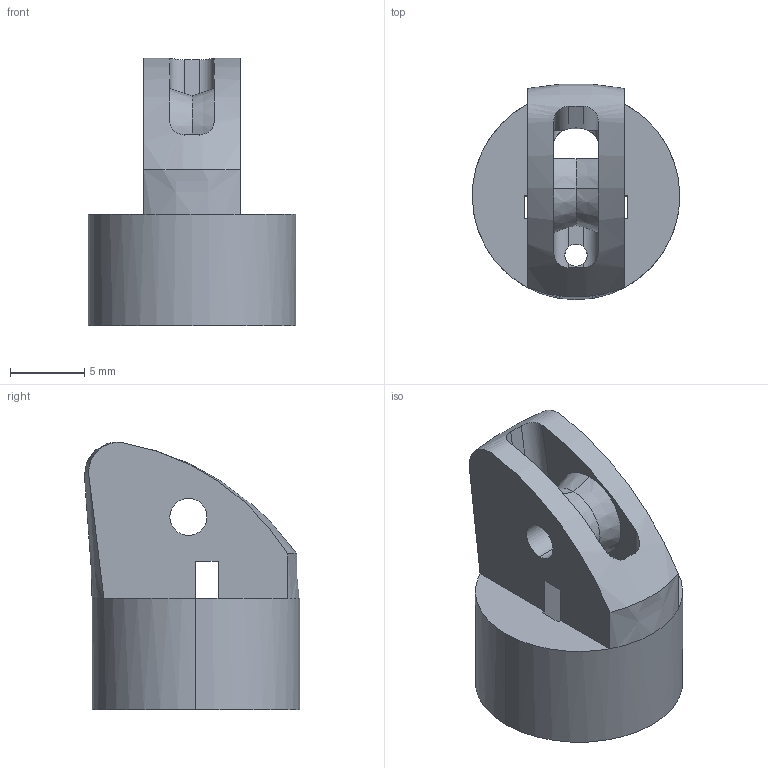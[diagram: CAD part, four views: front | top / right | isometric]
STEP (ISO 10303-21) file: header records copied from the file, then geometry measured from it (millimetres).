
FILE_DESCRIPTION (( 'STEP AP214' ), '1' );
FILE_NAME ('index2_V3.STEP', '2024-10-15T14:27:52', ( '' ), ( '' ), 'SwSTEP 2.0', 'SolidWorks 2018', '' );
FILE_SCHEMA (( 'AUTOMOTIVE_DESIGN' ));
Length unit declared in the file: millimetre
Products named in the file (1): index2_V3
Bounding box: 14 x 14.52 x 18.03 mm (x, y, z)
Volume: 1486.5 mm3; surface area: 1412.2 mm2
Topology: 1 solids, 1 shells, 49 faces, 155 edges, 102 vertices
Faces by surface type: plane 23, cylinder 16, cone 8, bspline 2
Entity records: 2062 total; most frequent: CARTESIAN_POINT 641, ORIENTED_EDGE 310, DIRECTION 247, EDGE_CURVE 155, VERTEX_POINT 102, AXIS2_PLACEMENT_3D 84, VECTOR 79, LINE 79
